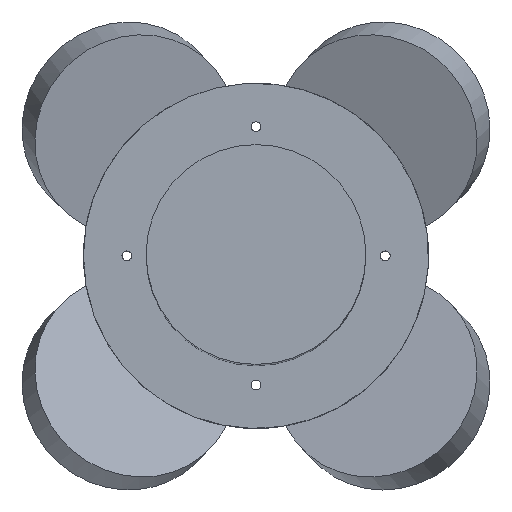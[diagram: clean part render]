
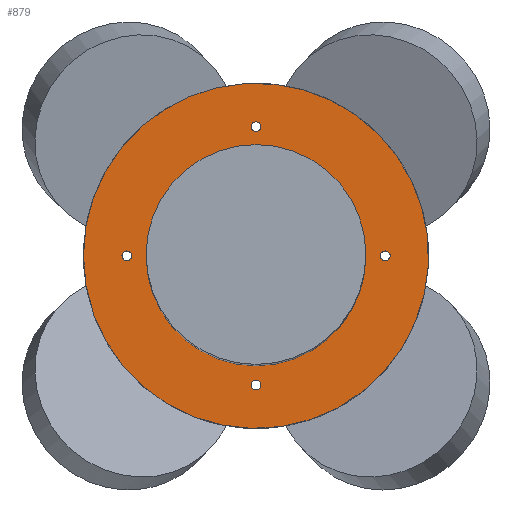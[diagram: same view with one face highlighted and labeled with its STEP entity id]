
A CAD part, top view. The second image highlights one B-rep face of the part: STEP entity #879.
In plain terms, the highlighted planar face has unit normal (0, 0, 1).
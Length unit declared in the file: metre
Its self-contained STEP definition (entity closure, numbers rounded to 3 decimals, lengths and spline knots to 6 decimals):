
#235=ORIENTED_EDGE('',*,*,#480,.F.);
#236=ORIENTED_EDGE('',*,*,#481,.F.);
#237=ORIENTED_EDGE('',*,*,#482,.F.);
#238=ORIENTED_EDGE('',*,*,#483,.F.);
#239=ORIENTED_EDGE('',*,*,#466,.F.);
#240=ORIENTED_EDGE('',*,*,#479,.F.);
#466=EDGE_CURVE('',#591,#591,#668,.T.);
#479=EDGE_CURVE('',#600,#600,#669,.T.);
#480=EDGE_CURVE('',#601,#601,#670,.T.);
#481=EDGE_CURVE('',#602,#602,#671,.T.);
#482=EDGE_CURVE('',#603,#603,#672,.T.);
#483=EDGE_CURVE('',#604,#604,#673,.T.);
#591=VERTEX_POINT('',#1444);
#600=VERTEX_POINT('',#1468);
#601=VERTEX_POINT('',#1471);
#602=VERTEX_POINT('',#1473);
#603=VERTEX_POINT('',#1475);
#604=VERTEX_POINT('',#1477);
#668=CIRCLE('',#991,0.089445);
#669=CIRCLE('',#998,0.140445);
#670=CIRCLE('',#1000,0.003969);
#671=CIRCLE('',#1001,0.003969);
#672=CIRCLE('',#1002,0.003969);
#673=CIRCLE('',#1003,0.003969);
#701=EDGE_LOOP('',(#235));
#702=EDGE_LOOP('',(#236));
#703=EDGE_LOOP('',(#237));
#704=EDGE_LOOP('',(#238));
#705=EDGE_LOOP('',(#239));
#706=EDGE_LOOP('',(#240));
#777=FACE_BOUND('',#701,.T.);
#778=FACE_BOUND('',#702,.T.);
#779=FACE_BOUND('',#703,.T.);
#780=FACE_BOUND('',#704,.T.);
#781=FACE_BOUND('',#705,.T.);
#782=FACE_BOUND('',#706,.T.);
#845=PLANE('',#999);
#879=ADVANCED_FACE('',(#777,#778,#779,#780,#781,#782),#845,.F.);
#991=AXIS2_PLACEMENT_3D('',#1443,#1143,#1144);
#998=AXIS2_PLACEMENT_3D('',#1467,#1165,#1166);
#999=AXIS2_PLACEMENT_3D('',#1469,#1167,#1168);
#1000=AXIS2_PLACEMENT_3D('',#1470,#1169,#1170);
#1001=AXIS2_PLACEMENT_3D('',#1472,#1171,#1172);
#1002=AXIS2_PLACEMENT_3D('',#1474,#1173,#1174);
#1003=AXIS2_PLACEMENT_3D('',#1476,#1175,#1176);
#1143=DIRECTION('',(0.,0.,1.));
#1144=DIRECTION('',(1.,0.,0.));
#1165=DIRECTION('',(0.,0.,-1.));
#1166=DIRECTION('',(-1.,0.,0.));
#1167=DIRECTION('',(0.,0.,-1.));
#1168=DIRECTION('',(1.,0.,0.));
#1169=DIRECTION('',(0.,0.,1.));
#1170=DIRECTION('',(0.,1.,0.));
#1171=DIRECTION('',(0.,0.,1.));
#1172=DIRECTION('',(-1.,0.,0.));
#1173=DIRECTION('',(0.,0.,1.));
#1174=DIRECTION('',(0.,-1.,0.));
#1175=DIRECTION('',(0.,0.,1.));
#1176=DIRECTION('',(1.,0.,0.));
#1443=CARTESIAN_POINT('',(0.,0.,0.));
#1444=CARTESIAN_POINT('',(0.089445,0.,0.));
#1467=CARTESIAN_POINT('',(0.,0.,0.));
#1468=CARTESIAN_POINT('',(-0.140445,0.,0.));
#1469=CARTESIAN_POINT('',(0.,0.,0.));
#1470=CARTESIAN_POINT('',(-0.105144,0.,0.));
#1471=CARTESIAN_POINT('',(-0.105144,0.003969,0.));
#1472=CARTESIAN_POINT('',(0.,-0.105144,0.));
#1473=CARTESIAN_POINT('',(-0.003969,-0.105144,0.));
#1474=CARTESIAN_POINT('',(0.105144,0.,0.));
#1475=CARTESIAN_POINT('',(0.105144,-0.003969,0.));
#1476=CARTESIAN_POINT('',(0.,0.105144,0.));
#1477=CARTESIAN_POINT('',(0.003969,0.105144,0.));
